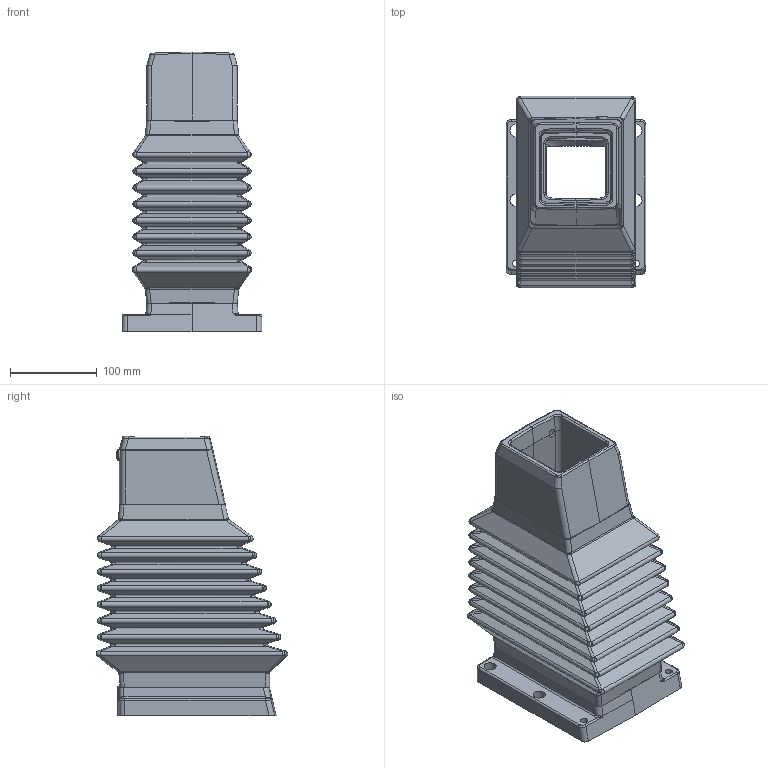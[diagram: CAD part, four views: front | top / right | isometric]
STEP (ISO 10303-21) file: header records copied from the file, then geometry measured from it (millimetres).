
FILE_DESCRIPTION (( 'STEP AP214' ), '1' );
FILE_NAME ('49817000.STEP', '2008-04-04T07:35:56', ( 'baramundi Management Suite Install User' ), ( 'ROSE Systemtechnik GmbH' ), 'SwSTEP 2.0', 'SolidWorks 2008', '' );
FILE_SCHEMA (( 'AUTOMOTIVE_DESIGN' ));
Length unit declared in the file: millimetre
Products named in the file (12): 84073_Standard; 84114_Standard; 12427_Standard; 94634_Standard; 93232_Standard; 93113_Standard; 93231_Standard; 12667_Standard; 49817000; 94615-montiert_Standard; 12668_Standard
Assembly tree (15 placements, depth 3):
  49817000
    84073_Standard
    93231_Standard  x2
    94634_Standard  x2
    12427_Standard
    94615-montiert_Standard
    93232_Standard  x2
    93113_Standard  x2
    84114_Standard
    12667_Standard
    12668_Standard
      12668_Standard
Bounding box: 161 x 220.47 x 322 mm (x, y, z)
Volume: 1917104.9 mm3; surface area: 743315.5 mm2
Topology: 14 solids, 14 shells, 2002 faces, 4878 edges, 2858 vertices
Faces by surface type: bspline 702, cylinder 652, plane 435, cone 110, torus 83, sphere 20
Entity records: 130985 total; most frequent: CARTESIAN_POINT 91732, ORIENTED_EDGE 9390, DIRECTION 6652, EDGE_CURVE 4695, VERTEX_POINT 2777, AXIS2_PLACEMENT_3D 2563, EDGE_LOOP 1984, FACE_OUTER_BOUND 1927
